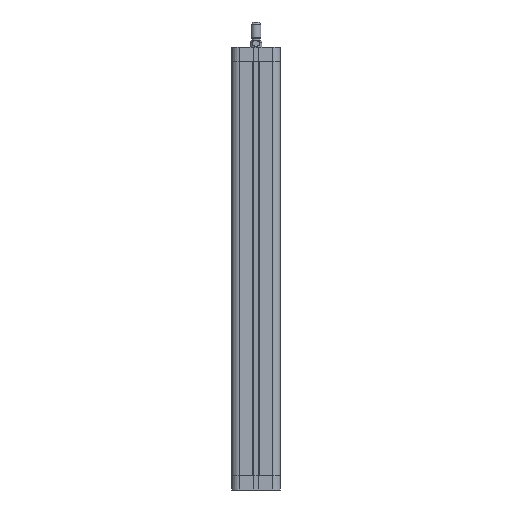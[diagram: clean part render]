
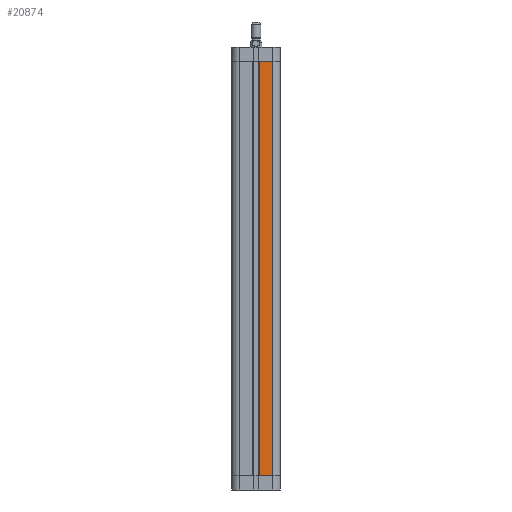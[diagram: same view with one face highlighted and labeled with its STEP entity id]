
A CAD part, left-side view. The second image highlights one B-rep face of the part: STEP entity #20874.
In plain terms, the highlighted face is planar.
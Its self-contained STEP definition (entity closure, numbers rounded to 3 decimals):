
#20209=CARTESIAN_POINT('',(24.5,16.5,0.0));
#20210=VERTEX_POINT('',#20209);
#20218=CARTESIAN_POINT('',(24.5,3.1,0.0));
#20219=VERTEX_POINT('',#20218);
#20220=CARTESIAN_POINT('',(24.5,16.5,0.0));
#20221=DIRECTION('',(0.0,-1.0,0.0));
#20222=VECTOR('',#20221,13.4);
#20223=LINE('',#20220,#20222);
#20224=EDGE_CURVE('',#20210,#20219,#20223,.T.);
#20825=CARTESIAN_POINT('',(24.5,3.1,415.8));
#20826=VERTEX_POINT('',#20825);
#20827=CARTESIAN_POINT('',(24.5,3.1,0.0));
#20828=DIRECTION('',(0.0,0.0,1.0));
#20829=VECTOR('',#20828,415.8);
#20830=LINE('',#20827,#20829);
#20831=EDGE_CURVE('',#20219,#20826,#20830,.T.);
#20851=CARTESIAN_POINT('',(24.5,16.5,0.0));
#20852=DIRECTION('',(1.0,0.0,0.0));
#20853=DIRECTION('',(0.0,0.0,-1.0));
#20854=AXIS2_PLACEMENT_3D('',#20851,#20852,#20853);
#20855=PLANE('',#20854);
#20856=ORIENTED_EDGE('',*,*,#20831,.F.);
#20857=ORIENTED_EDGE('',*,*,#20224,.F.);
#20858=CARTESIAN_POINT('',(24.5,16.5,415.8));
#20859=VERTEX_POINT('',#20858);
#20860=CARTESIAN_POINT('',(24.5,16.5,0.0));
#20861=DIRECTION('',(0.0,0.0,1.0));
#20862=VECTOR('',#20861,415.8);
#20863=LINE('',#20860,#20862);
#20864=EDGE_CURVE('',#20210,#20859,#20863,.T.);
#20865=ORIENTED_EDGE('',*,*,#20864,.T.);
#20866=CARTESIAN_POINT('',(24.5,16.5,415.8));
#20867=DIRECTION('',(0.0,-1.0,0.0));
#20868=VECTOR('',#20867,13.4);
#20869=LINE('',#20866,#20868);
#20870=EDGE_CURVE('',#20859,#20826,#20869,.T.);
#20871=ORIENTED_EDGE('',*,*,#20870,.T.);
#20872=EDGE_LOOP('',(#20856,#20857,#20865,#20871));
#20873=FACE_OUTER_BOUND('',#20872,.T.);
#20874=ADVANCED_FACE('',(#20873),#20855,.T.);
